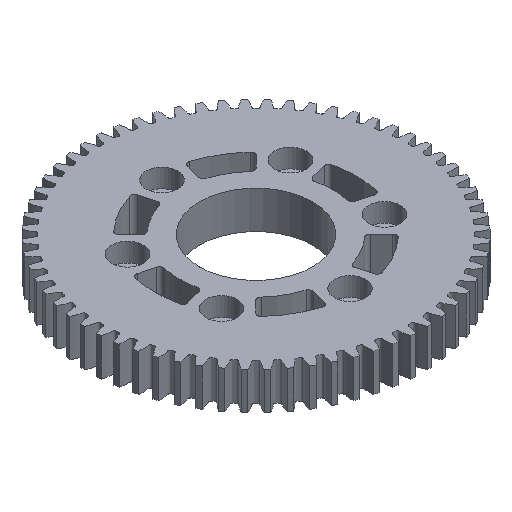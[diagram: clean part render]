
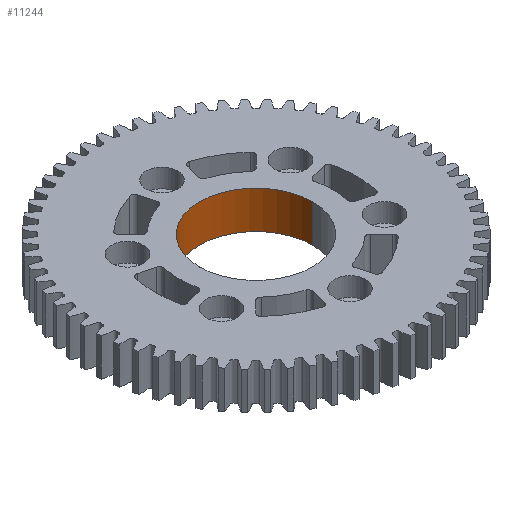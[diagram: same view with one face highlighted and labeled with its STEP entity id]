
A CAD part, isometric view. The second image highlights one B-rep face of the part: STEP entity #11244.
In plain terms, the highlighted cylindrical face has radius 14.306 mm (diameter 28.613 mm), a partial arc.
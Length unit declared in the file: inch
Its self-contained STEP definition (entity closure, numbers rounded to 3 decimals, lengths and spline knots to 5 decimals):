
#257 = LINE ( 'NONE', #3597, #10590 ) ;
#1070 = CARTESIAN_POINT ( 'NONE',  ( 0., 0., 0.249 ) ) ;
#1195 = CARTESIAN_POINT ( 'NONE',  ( 0.56325, 0., 0.1875 ) ) ;
#1787 = VERTEX_POINT ( 'NONE', #5280 ) ;
#1892 = DIRECTION ( 'NONE',  ( 1., 0., 0. ) ) ;
#2088 = DIRECTION ( 'NONE',  ( 0., 0., -1. ) ) ;
#2323 = EDGE_CURVE ( 'NONE', #1787, #10492, #257, .T. ) ;
#3597 = CARTESIAN_POINT ( 'NONE',  ( -0.56325, 0., 0.249 ) ) ;
#5280 = CARTESIAN_POINT ( 'NONE',  ( -0.56325, 0., 0.1875 ) ) ;
#7586 = ORIENTED_EDGE ( 'NONE', *, *, #2323, .T. ) ;
#7593 = DIRECTION ( 'NONE',  ( 0., 0., -1. ) ) ;
#8011 = CARTESIAN_POINT ( 'NONE',  ( 0.56325, 0., -0.1875 ) ) ;
#8275 = LINE ( 'NONE', #19695, #19028 ) ;
#9744 = EDGE_CURVE ( 'NONE', #10924, #23271, #8275, .T. ) ;
#9814 = ORIENTED_EDGE ( 'NONE', *, *, #24268, .F. ) ;
#10492 = VERTEX_POINT ( 'NONE', #22297 ) ;
#10590 = VECTOR ( 'NONE', #23917, 39.37008 ) ;
#10924 = VERTEX_POINT ( 'NONE', #1195 ) ;
#11244 = ADVANCED_FACE ( 'NONE', ( #12067 ), #21514, .F. ) ;
#12067 = FACE_OUTER_BOUND ( 'NONE', #16162, .T. ) ;
#12325 = DIRECTION ( 'NONE',  ( 0., 0., -1. ) ) ;
#12662 = CIRCLE ( 'NONE', #20957, 0.56325 ) ;
#14158 = DIRECTION ( 'NONE',  ( 0., 0., 1. ) ) ;
#14351 = CARTESIAN_POINT ( 'NONE',  ( 0., 0., 0.1875 ) ) ;
#15406 = AXIS2_PLACEMENT_3D ( 'NONE', #1070, #12325, #25456 ) ;
#16162 = EDGE_LOOP ( 'NONE', ( #16812, #26410, #7586, #9814 ) ) ;
#16376 = DIRECTION ( 'NONE',  ( -1., 0., 0. ) ) ;
#16812 = ORIENTED_EDGE ( 'NONE', *, *, #9744, .F. ) ;
#17080 = CIRCLE ( 'NONE', #22820, 0.56325 ) ;
#19028 = VECTOR ( 'NONE', #7593, 39.37008 ) ;
#19695 = CARTESIAN_POINT ( 'NONE',  ( 0.56325, 0., 0.249 ) ) ;
#20957 = AXIS2_PLACEMENT_3D ( 'NONE', #26245, #14158, #1892 ) ;
#21514 = CYLINDRICAL_SURFACE ( 'NONE', #15406, 0.56325 ) ;
#22297 = CARTESIAN_POINT ( 'NONE',  ( -0.56325, 0., -0.1875 ) ) ;
#22820 = AXIS2_PLACEMENT_3D ( 'NONE', #14351, #2088, #16376 ) ;
#23271 = VERTEX_POINT ( 'NONE', #8011 ) ;
#23523 = EDGE_CURVE ( 'NONE', #1787, #10924, #17080, .T. ) ;
#23917 = DIRECTION ( 'NONE',  ( 0., 0., -1. ) ) ;
#24268 = EDGE_CURVE ( 'NONE', #23271, #10492, #12662, .T. ) ;
#25456 = DIRECTION ( 'NONE',  ( -1., 0., 0. ) ) ;
#26245 = CARTESIAN_POINT ( 'NONE',  ( 0., 0., -0.1875 ) ) ;
#26410 = ORIENTED_EDGE ( 'NONE', *, *, #23523, .F. ) ;
